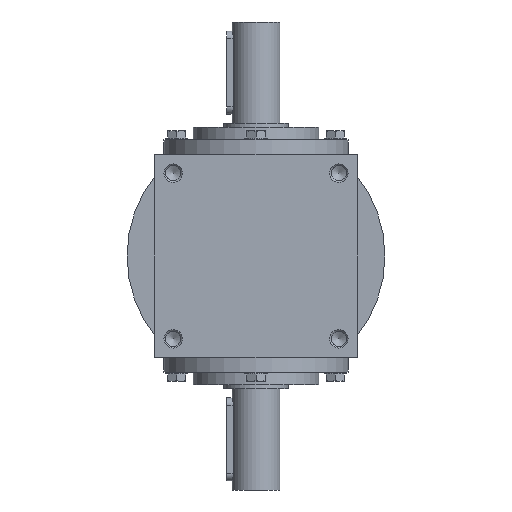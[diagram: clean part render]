
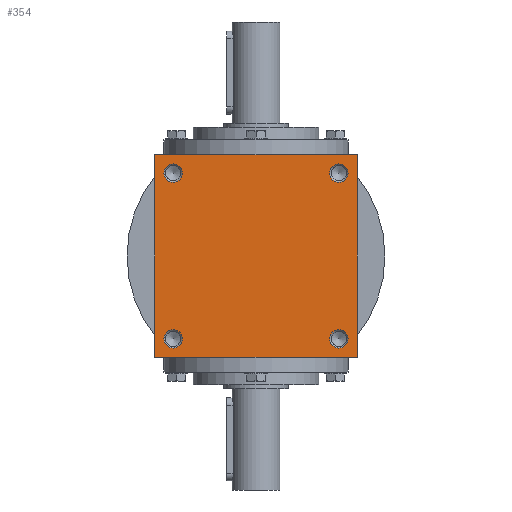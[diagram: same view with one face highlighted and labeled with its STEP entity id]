
A CAD part, left-side view. The second image highlights one B-rep face of the part: STEP entity #354.
In plain terms, the highlighted face is planar.
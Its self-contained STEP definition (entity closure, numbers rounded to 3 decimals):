
#354 = ADVANCED_FACE( '', ( #775, #776, #777, #778, #779 ), #780, .F. );
#775 = FACE_BOUND( '', #1456, .T. );
#776 = FACE_BOUND( '', #1457, .T. );
#777 = FACE_BOUND( '', #1458, .T. );
#778 = FACE_BOUND( '', #1459, .T. );
#779 = FACE_OUTER_BOUND( '', #1460, .T. );
#780 = PLANE( '', #1461 );
#1456 = EDGE_LOOP( '', ( #2146 ) );
#1457 = EDGE_LOOP( '', ( #2147 ) );
#1458 = EDGE_LOOP( '', ( #2148 ) );
#1459 = EDGE_LOOP( '', ( #2149 ) );
#1460 = EDGE_LOOP( '', ( #2150, #2151, #2152, #2153 ) );
#1461 = AXIS2_PLACEMENT_3D( '', #2154, #2155, #2156 );
#2146 = ORIENTED_EDGE( '', *, *, #3372, .F. );
#2147 = ORIENTED_EDGE( '', *, *, #3373, .T. );
#2148 = ORIENTED_EDGE( '', *, *, #3374, .F. );
#2149 = ORIENTED_EDGE( '', *, *, #3375, .T. );
#2150 = ORIENTED_EDGE( '', *, *, #3350, .F. );
#2151 = ORIENTED_EDGE( '', *, *, #3376, .F. );
#2152 = ORIENTED_EDGE( '', *, *, #3377, .F. );
#2153 = ORIENTED_EDGE( '', *, *, #3378, .F. );
#2154 = CARTESIAN_POINT( '', ( 0., 0., -55. ) );
#2155 = DIRECTION( '', ( 0., 0., 1. ) );
#2156 = DIRECTION( '', ( 1., 0., 0. ) );
#3350 = EDGE_CURVE( '', #3829, #3830, #3831, .T. );
#3372 = EDGE_CURVE( '', #3866, #3866, #3867, .T. );
#3373 = EDGE_CURVE( '', #3868, #3868, #3869, .T. );
#3374 = EDGE_CURVE( '', #3870, #3870, #3871, .T. );
#3375 = EDGE_CURVE( '', #3872, #3872, #3873, .T. );
#3376 = EDGE_CURVE( '', #3874, #3829, #3875, .T. );
#3377 = EDGE_CURVE( '', #3876, #3874, #3877, .T. );
#3378 = EDGE_CURVE( '', #3830, #3876, #3878, .T. );
#3829 = VERTEX_POINT( '', #4493 );
#3830 = VERTEX_POINT( '', #4494 );
#3831 = LINE( '', #4495, #4496 );
#3866 = VERTEX_POINT( '', #4538 );
#3867 = CIRCLE( '', #4539, 5. );
#3868 = VERTEX_POINT( '', #4540 );
#3869 = CIRCLE( '', #4541, 5. );
#3870 = VERTEX_POINT( '', #4542 );
#3871 = CIRCLE( '', #4543, 5. );
#3872 = VERTEX_POINT( '', #4544 );
#3873 = CIRCLE( '', #4545, 5. );
#3874 = VERTEX_POINT( '', #4546 );
#3875 = LINE( '', #4547, #4548 );
#3876 = VERTEX_POINT( '', #4549 );
#3877 = LINE( '', #4550, #4551 );
#3878 = LINE( '', #4552, #4553 );
#4493 = CARTESIAN_POINT( '', ( -55., 55., -55. ) );
#4494 = CARTESIAN_POINT( '', ( -55., -55., -55. ) );
#4495 = CARTESIAN_POINT( '', ( -55., 55., -55. ) );
#4496 = VECTOR( '', #5334, 1000. );
#4538 = CARTESIAN_POINT( '', ( -50., 45., -55. ) );
#4539 = AXIS2_PLACEMENT_3D( '', #5366, #5367, #5368 );
#4540 = CARTESIAN_POINT( '', ( 50., 45., -55. ) );
#4541 = AXIS2_PLACEMENT_3D( '', #5369, #5370, #5371 );
#4542 = CARTESIAN_POINT( '', ( -50., -45., -55. ) );
#4543 = AXIS2_PLACEMENT_3D( '', #5372, #5373, #5374 );
#4544 = CARTESIAN_POINT( '', ( 50., -45., -55. ) );
#4545 = AXIS2_PLACEMENT_3D( '', #5375, #5376, #5377 );
#4546 = CARTESIAN_POINT( '', ( 55., 55., -55. ) );
#4547 = CARTESIAN_POINT( '', ( 55., 55., -55. ) );
#4548 = VECTOR( '', #5378, 1000. );
#4549 = CARTESIAN_POINT( '', ( 55., -55., -55. ) );
#4550 = CARTESIAN_POINT( '', ( 55., -55., -55. ) );
#4551 = VECTOR( '', #5379, 1000. );
#4552 = CARTESIAN_POINT( '', ( -55., -55., -55. ) );
#4553 = VECTOR( '', #5380, 1000. );
#5334 = DIRECTION( '', ( 0., -1., 0. ) );
#5366 = CARTESIAN_POINT( '', ( -45., 45., -55. ) );
#5367 = DIRECTION( '', ( 0., 0., -1. ) );
#5368 = DIRECTION( '', ( -1., 0., 0. ) );
#5369 = CARTESIAN_POINT( '', ( 45., 45., -55. ) );
#5370 = DIRECTION( '', ( 0., 0., 1. ) );
#5371 = DIRECTION( '', ( 1., 0., 0. ) );
#5372 = CARTESIAN_POINT( '', ( -45., -45., -55. ) );
#5373 = DIRECTION( '', ( 0., 0., -1. ) );
#5374 = DIRECTION( '', ( -1., 0., 0. ) );
#5375 = CARTESIAN_POINT( '', ( 45., -45., -55. ) );
#5376 = DIRECTION( '', ( 0., 0., 1. ) );
#5377 = DIRECTION( '', ( 1., 0., 0. ) );
#5378 = DIRECTION( '', ( -1., 0., 0. ) );
#5379 = DIRECTION( '', ( 0., 1., 0. ) );
#5380 = DIRECTION( '', ( 1., 0., 0. ) );
